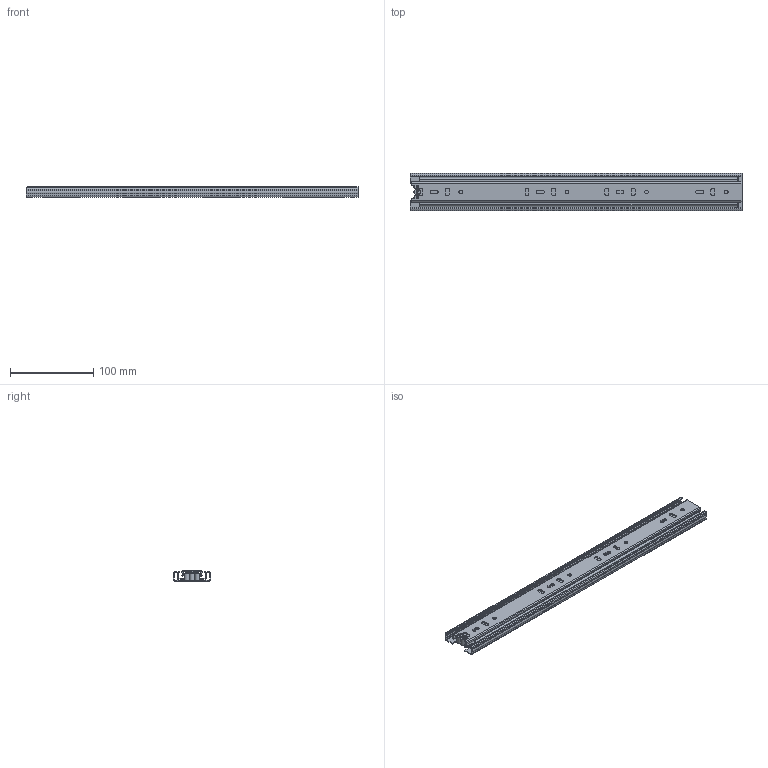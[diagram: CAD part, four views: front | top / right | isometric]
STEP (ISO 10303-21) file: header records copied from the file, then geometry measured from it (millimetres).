
FILE_DESCRIPTION (( 'STEP AP214' ), '1' );
FILE_NAME ('F000801-CLOSED_3D.step', '2022-06-06T12:51:03', ( '' ), ( '' ), 'SwSTEP 2.0', 'SolidWorks 2020', '' );
FILE_SCHEMA (( 'AUTOMOTIVE_DESIGN' ));
Length unit declared in the file: millimetre
Products named in the file (5): F000801-CLOSED_3D; Doraz; NB55-VNEJSI-400; NB55-STREDNI-400; NB55-VNITRNI-400
Assembly tree (4 placements, depth 2):
  F000801-CLOSED_3D
    NB55-VNEJSI-400
    NB55-VNITRNI-400
    NB55-STREDNI-400
    Doraz
Bounding box: 400 x 45.7 x 12.7 mm (x, y, z)
Volume: 75911.6 mm3; surface area: 124537.1 mm2
Topology: 4 solids, 4 shells, 322 faces, 942 edges, 628 vertices
Faces by surface type: plane 148, cylinder 110, bspline 64
Entity records: 11396 total; most frequent: CARTESIAN_POINT 2731, ORIENTED_EDGE 1884, DIRECTION 1564, EDGE_CURVE 942, VERTEX_POINT 628, LINE 594, VECTOR 594, AXIS2_PLACEMENT_3D 485
